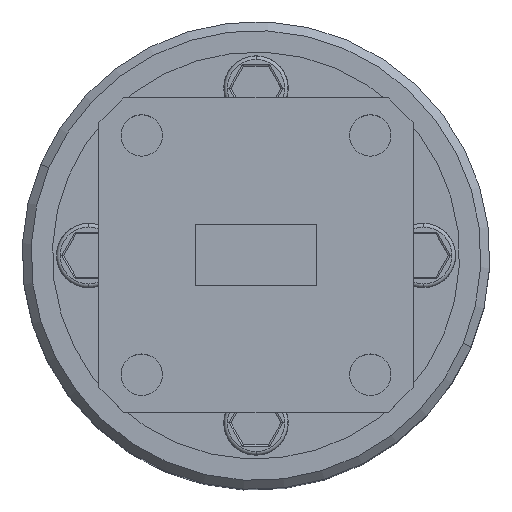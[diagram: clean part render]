
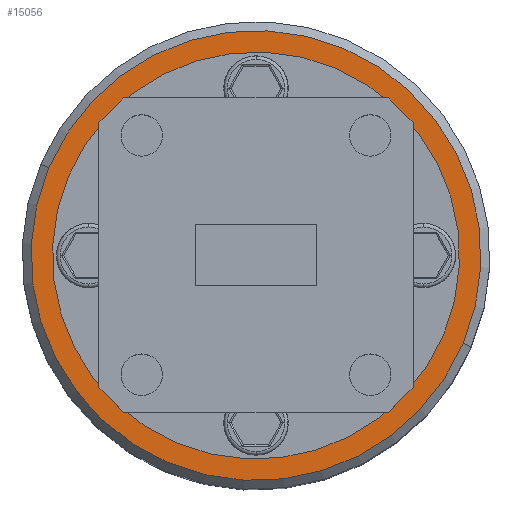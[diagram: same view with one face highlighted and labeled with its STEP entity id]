
A CAD part, top view. The second image highlights one B-rep face of the part: STEP entity #15056.
In plain terms, the highlighted planar face has unit normal (0, 0, 1).
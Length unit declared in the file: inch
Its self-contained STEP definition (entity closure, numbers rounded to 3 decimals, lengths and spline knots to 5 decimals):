
#187 = AXIS2_PLACEMENT_3D ( 'NONE', #11187, #39262, #22110 ) ;
#795 = CARTESIAN_POINT ( 'NONE',  ( -0.19685, 0.46391, -1.88623 ) ) ;
#881 = EDGE_CURVE ( 'NONE', #33040, #27463, #27156, .T. ) ;
#1856 = DIRECTION ( 'NONE',  ( -0.921, 0.391, 0. ) ) ;
#1918 = EDGE_CURVE ( 'NONE', #25545, #12655, #5773, .T. ) ;
#3656 = AXIS2_PLACEMENT_3D ( 'NONE', #24703, #10911, #28087 ) ;
#3746 = CIRCLE ( 'NONE', #187, 0.63 ) ;
#3822 = EDGE_CURVE ( 'NONE', #27463, #33040, #3746, .T. ) ;
#4977 = FACE_OUTER_BOUND ( 'NONE', #38617, .T. ) ;
#5773 = CIRCLE ( 'NONE', #3656, 0.57 ) ;
#6107 = CARTESIAN_POINT ( 'NONE',  ( -0.19685, 0.46391, -1.88623 ) ) ;
#6697 = EDGE_CURVE ( 'NONE', #12655, #25545, #25293, .T. ) ;
#7229 = EDGE_LOOP ( 'NONE', ( #19178, #23922 ) ) ;
#10911 = DIRECTION ( 'NONE',  ( 0., 0., 1. ) ) ;
#11187 = CARTESIAN_POINT ( 'NONE',  ( -0.19685, 0.46391, -1.88623 ) ) ;
#11681 = DIRECTION ( 'NONE',  ( 0., 0., 1. ) ) ;
#11866 = FACE_BOUND ( 'NONE', #7229, .T. ) ;
#12655 = VERTEX_POINT ( 'NONE', #14101 ) ;
#13636 = AXIS2_PLACEMENT_3D ( 'NONE', #795, #11681, #25265 ) ;
#14101 = CARTESIAN_POINT ( 'NONE',  ( 0.32783, 0.2412, -1.88623 ) ) ;
#15056 = ADVANCED_FACE ( 'NONE', ( #4977, #11866 ), #25453, .T. ) ;
#15600 = AXIS2_PLACEMENT_3D ( 'NONE', #39054, #32389, #1856 ) ;
#15707 = DIRECTION ( 'NONE',  ( -0.921, 0.391, 0. ) ) ;
#19178 = ORIENTED_EDGE ( 'NONE', *, *, #6697, .F. ) ;
#19709 = DIRECTION ( 'NONE',  ( 0., 0., 1. ) ) ;
#22110 = DIRECTION ( 'NONE',  ( -0.921, 0.391, 0. ) ) ;
#23922 = ORIENTED_EDGE ( 'NONE', *, *, #1918, .F. ) ;
#23958 = CARTESIAN_POINT ( 'NONE',  ( 0.38306, 0.21775, -1.88623 ) ) ;
#24703 = CARTESIAN_POINT ( 'NONE',  ( -0.19685, 0.46391, -1.88623 ) ) ;
#25265 = DIRECTION ( 'NONE',  ( -0.921, 0.391, 0. ) ) ;
#25293 = CIRCLE ( 'NONE', #28152, 0.57 ) ;
#25453 = PLANE ( 'NONE',  #15600 ) ;
#25545 = VERTEX_POINT ( 'NONE', #28840 ) ;
#27156 = CIRCLE ( 'NONE', #13636, 0.63 ) ;
#27463 = VERTEX_POINT ( 'NONE', #37412 ) ;
#28087 = DIRECTION ( 'NONE',  ( -0.921, 0.391, 0. ) ) ;
#28152 = AXIS2_PLACEMENT_3D ( 'NONE', #6107, #19709, #15707 ) ;
#28840 = CARTESIAN_POINT ( 'NONE',  ( -0.72154, 0.68663, -1.88623 ) ) ;
#32389 = DIRECTION ( 'NONE',  ( 0., 0., 1. ) ) ;
#33040 = VERTEX_POINT ( 'NONE', #23958 ) ;
#37412 = CARTESIAN_POINT ( 'NONE',  ( -0.77677, 0.71007, -1.88623 ) ) ;
#38617 = EDGE_LOOP ( 'NONE', ( #43683, #39147 ) ) ;
#39054 = CARTESIAN_POINT ( 'NONE',  ( -0.19685, 0.46391, -1.88623 ) ) ;
#39147 = ORIENTED_EDGE ( 'NONE', *, *, #3822, .T. ) ;
#39262 = DIRECTION ( 'NONE',  ( 0., 0., 1. ) ) ;
#43683 = ORIENTED_EDGE ( 'NONE', *, *, #881, .T. ) ;
